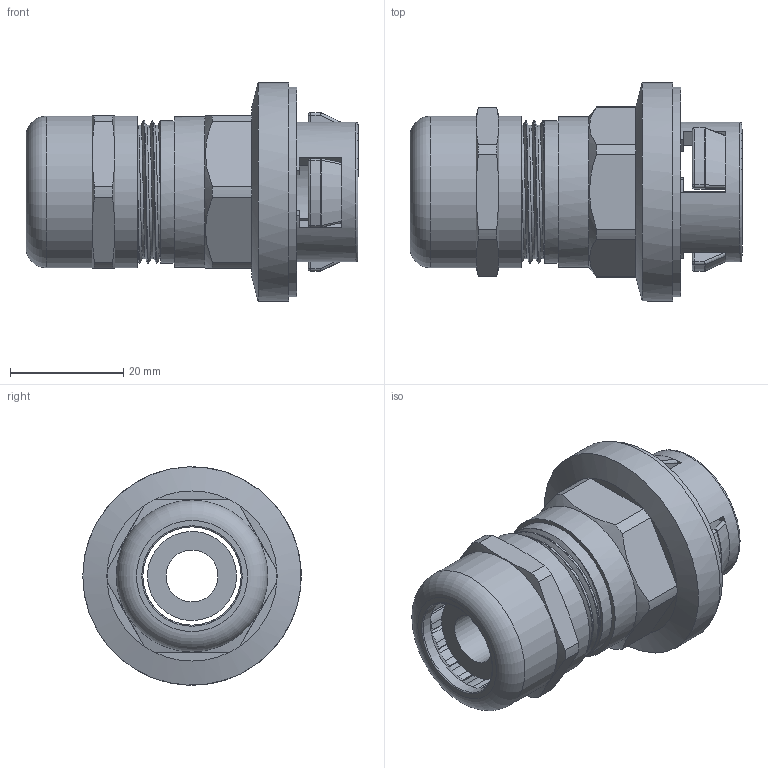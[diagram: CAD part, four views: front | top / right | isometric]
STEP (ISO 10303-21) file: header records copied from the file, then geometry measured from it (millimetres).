
FILE_DESCRIPTION(/* description */ ('Front-Fix M25, KB: 9-13 mm'),/* implementation_level */ '2;1');
FILE_NAME(/* name */ 'FRONTFIX6025R-RST.stp',/* time_stamp */ '2021-07-20T07:52:20+02:00',/* author */ ('sl'),/* organization */ (''),/* preprocessor_version */ 'ST-DEVELOPER v16.5',/* originating_system */ 'Autodesk Inventor 2017',/* authorisation */ '');
FILE_SCHEMA (('AUTOMOTIVE_DESIGN { 1 0 10303 214 3 1 1 }'));
Length unit declared in the file: millimetre
Products named in the file (8): FRONTFIX6025R; FRONTFIX6025; FRONTFIX6025_1; FRONTFIX6020R; FRONTFIX6025_2; FRONTFIX6025_3; FRONTFIX6025_4; FRONTFIX6025_5
Assembly tree (7 placements, depth 2):
  FRONTFIX6025R
    FRONTFIX6025
    FRONTFIX6025_1
    FRONTFIX6020R
    FRONTFIX6025_2
    FRONTFIX6025_3
    FRONTFIX6025_4
    FRONTFIX6025_5
Bounding box: 58.68 x 38.61 x 38.61 mm (x, y, z)
Volume: 18296.8 mm3; surface area: 23119 mm2
Topology: 7 solids, 7 shells, 624 faces, 1587 edges, 973 vertices
Faces by surface type: cylinder 224, plane 205, torus 67, bspline 65, cone 33, sphere 30
Full cylindrical faces by diameter (mm): 9.2 x1, 15.75 x1, 17.36 x1, 17.4 x1, 17.74 x1, 18.47 x1, 18.7 x1, 18.98 x1, 19 x1, 19.28 x1, 19.98 x1, 20.6 x1, 20.62 x1, 22.72 x1, 23.72 x2, 24.24 x9, 24.7 x1, 25.2 x5, 25.4 x1, 26.7 x1, 26.8 x2, 33.5 x1, 36.25 x1, 37 x1, 38.61 x1
Entity records: 24011 total; most frequent: CARTESIAN_POINT 9591, DIRECTION 3049, ORIENTED_EDGE 2952, EDGE_CURVE 1476, AXIS2_PLACEMENT_3D 1224, VERTEX_POINT 921, EDGE_LOOP 669, CIRCLE 654
